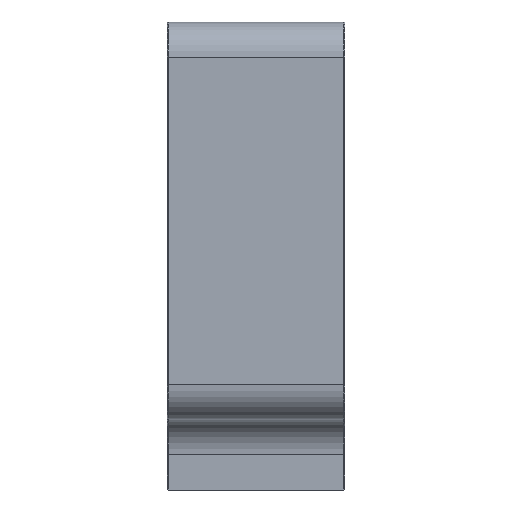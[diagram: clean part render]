
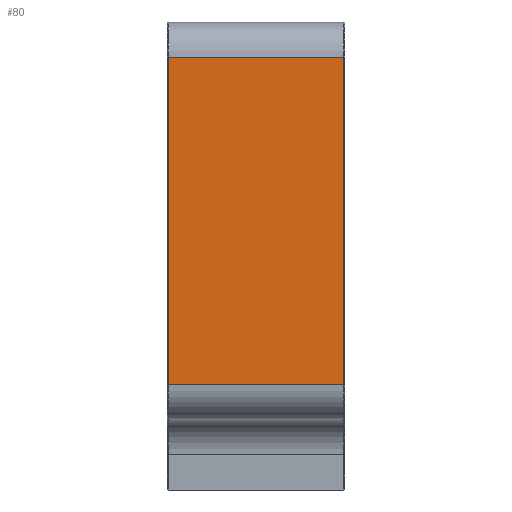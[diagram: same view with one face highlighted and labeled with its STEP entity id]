
A CAD part, left-side view. The second image highlights one B-rep face of the part: STEP entity #80.
In plain terms, the highlighted planar face has unit normal (-1, 0, 0).
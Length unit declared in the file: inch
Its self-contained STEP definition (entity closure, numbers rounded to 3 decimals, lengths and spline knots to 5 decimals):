
#80 = ADVANCED_FACE ( 'NONE', ( #10814 ), #4720, .F. ) ;
#352 = DIRECTION ( 'NONE',  ( 1., 0., 0. ) ) ;
#462 = LINE ( 'NONE', #8776, #11338 ) ;
#585 = EDGE_CURVE ( 'NONE', #8464, #1020, #1162, .T. ) ;
#1020 = VERTEX_POINT ( 'NONE', #2131 ) ;
#1162 = LINE ( 'NONE', #6987, #6656 ) ;
#2131 = CARTESIAN_POINT ( 'NONE',  ( -2.45, 0.94, 2.125 ) ) ;
#2160 = ORIENTED_EDGE ( 'NONE', *, *, #7527, .T. ) ;
#2526 = VERTEX_POINT ( 'NONE', #3269 ) ;
#2589 = DIRECTION ( 'NONE',  ( 0., 0., -1. ) ) ;
#3148 = DIRECTION ( 'NONE',  ( 0., 0., 1. ) ) ;
#3269 = CARTESIAN_POINT ( 'NONE',  ( -2.45, 0.94, -1.375 ) ) ;
#3482 = DIRECTION ( 'NONE',  ( 0., 1., 0. ) ) ;
#3625 = AXIS2_PLACEMENT_3D ( 'NONE', #10891, #352, #5572 ) ;
#3650 = LINE ( 'NONE', #8361, #8589 ) ;
#3787 = CARTESIAN_POINT ( 'NONE',  ( -2.45, -0.94, -1.375 ) ) ;
#4720 = PLANE ( 'NONE',  #3625 ) ;
#4834 = LINE ( 'NONE', #6508, #6640 ) ;
#5381 = ORIENTED_EDGE ( 'NONE', *, *, #8537, .T. ) ;
#5572 = DIRECTION ( 'NONE',  ( 0., 0., -1. ) ) ;
#5752 = EDGE_CURVE ( 'NONE', #2526, #8333, #4834, .T. ) ;
#6508 = CARTESIAN_POINT ( 'NONE',  ( -2.45, 0.95, -1.375 ) ) ;
#6640 = VECTOR ( 'NONE', #9211, 39.37008 ) ;
#6656 = VECTOR ( 'NONE', #3482, 39.37008 ) ;
#6738 = CARTESIAN_POINT ( 'NONE',  ( -2.45, -0.94, 2.125 ) ) ;
#6987 = CARTESIAN_POINT ( 'NONE',  ( -2.45, 0.95, 2.125 ) ) ;
#7527 = EDGE_CURVE ( 'NONE', #8333, #8464, #3650, .T. ) ;
#7614 = EDGE_LOOP ( 'NONE', ( #9419, #2160, #8868, #5381 ) ) ;
#8333 = VERTEX_POINT ( 'NONE', #3787 ) ;
#8361 = CARTESIAN_POINT ( 'NONE',  ( -2.45, -0.94, -2.5 ) ) ;
#8464 = VERTEX_POINT ( 'NONE', #6738 ) ;
#8537 = EDGE_CURVE ( 'NONE', #1020, #2526, #462, .T. ) ;
#8589 = VECTOR ( 'NONE', #3148, 39.37008 ) ;
#8776 = CARTESIAN_POINT ( 'NONE',  ( -2.45, 0.94, -1.375 ) ) ;
#8868 = ORIENTED_EDGE ( 'NONE', *, *, #585, .T. ) ;
#9211 = DIRECTION ( 'NONE',  ( 0., -1., 0. ) ) ;
#9419 = ORIENTED_EDGE ( 'NONE', *, *, #5752, .T. ) ;
#10814 = FACE_OUTER_BOUND ( 'NONE', #7614, .T. ) ;
#10891 = CARTESIAN_POINT ( 'NONE',  ( -2.45, 0.95, -2.5 ) ) ;
#11338 = VECTOR ( 'NONE', #2589, 39.37008 ) ;
